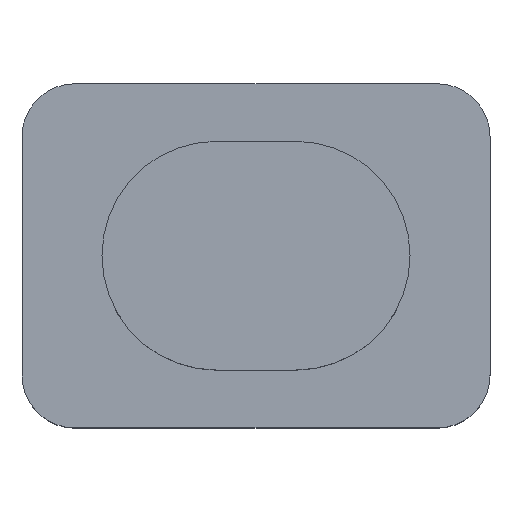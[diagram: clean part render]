
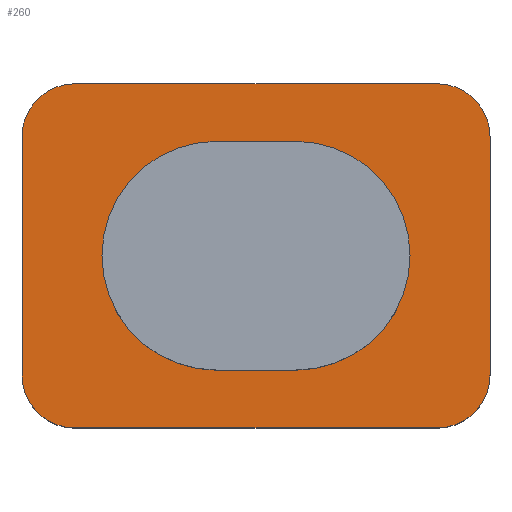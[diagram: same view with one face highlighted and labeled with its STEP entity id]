
A CAD part, top view. The second image highlights one B-rep face of the part: STEP entity #260.
In plain terms, the highlighted planar face has unit normal (0, 0, 1).
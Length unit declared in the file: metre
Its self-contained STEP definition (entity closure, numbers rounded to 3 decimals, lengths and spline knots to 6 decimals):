
#23=CIRCLE('',#320,0.00108);
#24=CIRCLE('',#321,0.00108);
#25=CIRCLE('',#322,0.0005);
#26=CIRCLE('',#323,0.0005);
#27=CIRCLE('',#324,0.0005);
#28=CIRCLE('',#325,0.0005);
#51=ORIENTED_EDGE('',*,*,#123,.T.);
#52=ORIENTED_EDGE('',*,*,#124,.T.);
#53=ORIENTED_EDGE('',*,*,#125,.T.);
#54=ORIENTED_EDGE('',*,*,#126,.F.);
#55=ORIENTED_EDGE('',*,*,#109,.F.);
#56=ORIENTED_EDGE('',*,*,#127,.T.);
#57=ORIENTED_EDGE('',*,*,#111,.T.);
#58=ORIENTED_EDGE('',*,*,#128,.T.);
#59=ORIENTED_EDGE('',*,*,#117,.T.);
#60=ORIENTED_EDGE('',*,*,#129,.T.);
#61=ORIENTED_EDGE('',*,*,#121,.F.);
#62=ORIENTED_EDGE('',*,*,#130,.T.);
#109=EDGE_CURVE('',#145,#146,#169,.T.);
#111=EDGE_CURVE('',#147,#148,#171,.T.);
#117=EDGE_CURVE('',#154,#153,#177,.T.);
#121=EDGE_CURVE('',#157,#158,#181,.T.);
#123=EDGE_CURVE('',#159,#160,#23,.T.);
#124=EDGE_CURVE('',#160,#161,#183,.T.);
#125=EDGE_CURVE('',#161,#162,#24,.T.);
#126=EDGE_CURVE('',#159,#162,#184,.T.);
#127=EDGE_CURVE('',#145,#147,#25,.T.);
#128=EDGE_CURVE('',#148,#154,#26,.T.);
#129=EDGE_CURVE('',#153,#158,#27,.T.);
#130=EDGE_CURVE('',#157,#146,#28,.T.);
#145=VERTEX_POINT('',#428);
#146=VERTEX_POINT('',#430);
#147=VERTEX_POINT('',#434);
#148=VERTEX_POINT('',#435);
#153=VERTEX_POINT('',#446);
#154=VERTEX_POINT('',#448);
#157=VERTEX_POINT('',#455);
#158=VERTEX_POINT('',#457);
#159=VERTEX_POINT('',#461);
#160=VERTEX_POINT('',#462);
#161=VERTEX_POINT('',#464);
#162=VERTEX_POINT('',#466);
#169=LINE('',#429,#193);
#171=LINE('',#433,#195);
#177=LINE('',#447,#201);
#181=LINE('',#456,#205);
#183=LINE('',#463,#207);
#184=LINE('',#467,#208);
#193=VECTOR('',#348,1.);
#195=VECTOR('',#352,1.);
#201=VECTOR('',#360,1.);
#205=VECTOR('',#366,1.);
#207=VECTOR('',#372,1.);
#208=VECTOR('',#375,1.);
#219=EDGE_LOOP('',(#51,#52,#53,#54));
#220=EDGE_LOOP('',(#55,#56,#57,#58,#59,#60,#61,#62));
#235=FACE_BOUND('',#219,.T.);
#236=FACE_BOUND('',#220,.T.);
#251=PLANE('',#319);
#260=ADVANCED_FACE('',(#235,#236),#251,.T.);
#319=AXIS2_PLACEMENT_3D('',#459,#368,#369);
#320=AXIS2_PLACEMENT_3D('',#460,#370,#371);
#321=AXIS2_PLACEMENT_3D('',#465,#373,#374);
#322=AXIS2_PLACEMENT_3D('',#468,#376,#377);
#323=AXIS2_PLACEMENT_3D('',#469,#378,#379);
#324=AXIS2_PLACEMENT_3D('',#470,#380,#381);
#325=AXIS2_PLACEMENT_3D('',#471,#382,#383);
#348=DIRECTION('',(0.,-1.,0.));
#352=DIRECTION('',(-1.,0.,0.));
#360=DIRECTION('',(0.,-1.,0.));
#366=DIRECTION('',(-1.,0.,0.));
#368=DIRECTION('',(0.,0.,1.));
#369=DIRECTION('',(1.,0.,0.));
#370=DIRECTION('',(0.,0.,-1.));
#371=DIRECTION('',(1.,0.,0.));
#372=DIRECTION('',(1.,0.,0.));
#373=DIRECTION('',(0.,0.,-1.));
#374=DIRECTION('',(1.,0.,0.));
#375=DIRECTION('',(1.,0.,0.));
#376=DIRECTION('',(0.,0.,1.));
#377=DIRECTION('',(1.,0.,0.));
#378=DIRECTION('',(0.,0.,1.));
#379=DIRECTION('',(1.,0.,0.));
#380=DIRECTION('',(0.,0.,1.));
#381=DIRECTION('',(1.,0.,0.));
#382=DIRECTION('',(0.,0.,1.));
#383=DIRECTION('',(1.,0.,0.));
#428=CARTESIAN_POINT('',(0.00221,0.001125,0.00173));
#429=CARTESIAN_POINT('',(0.00221,0.,0.00173));
#430=CARTESIAN_POINT('',(0.00221,-0.001125,0.00173));
#433=CARTESIAN_POINT('',(0.,0.001625,0.00173));
#434=CARTESIAN_POINT('',(0.00171,0.001625,0.00173));
#435=CARTESIAN_POINT('',(-0.00171,0.001625,0.00173));
#446=CARTESIAN_POINT('',(-0.00221,-0.001125,0.00173));
#447=CARTESIAN_POINT('',(-0.00221,0.,0.00173));
#448=CARTESIAN_POINT('',(-0.00221,0.001125,0.00173));
#455=CARTESIAN_POINT('',(0.00171,-0.001625,0.00173));
#456=CARTESIAN_POINT('',(0.,-0.001625,0.00173));
#457=CARTESIAN_POINT('',(-0.00171,-0.001625,0.00173));
#459=CARTESIAN_POINT('',(0.,0.,0.00173));
#460=CARTESIAN_POINT('',(-0.000375,0.,0.00173));
#461=CARTESIAN_POINT('',(-0.000375,-0.00108,0.00173));
#462=CARTESIAN_POINT('',(-0.000375,0.00108,0.00173));
#463=CARTESIAN_POINT('',(0.,0.00108,0.00173));
#464=CARTESIAN_POINT('',(0.000375,0.00108,0.00173));
#465=CARTESIAN_POINT('',(0.000375,0.,0.00173));
#466=CARTESIAN_POINT('',(0.000375,-0.00108,0.00173));
#467=CARTESIAN_POINT('',(0.,-0.00108,0.00173));
#468=CARTESIAN_POINT('',(0.00171,0.001125,0.00173));
#469=CARTESIAN_POINT('',(-0.00171,0.001125,0.00173));
#470=CARTESIAN_POINT('',(-0.00171,-0.001125,0.00173));
#471=CARTESIAN_POINT('',(0.00171,-0.001125,0.00173));
